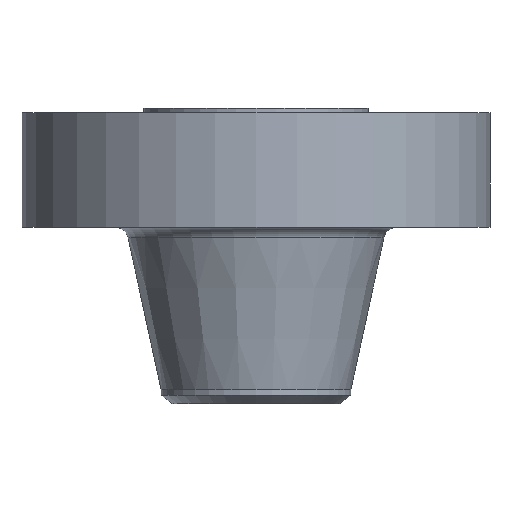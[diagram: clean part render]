
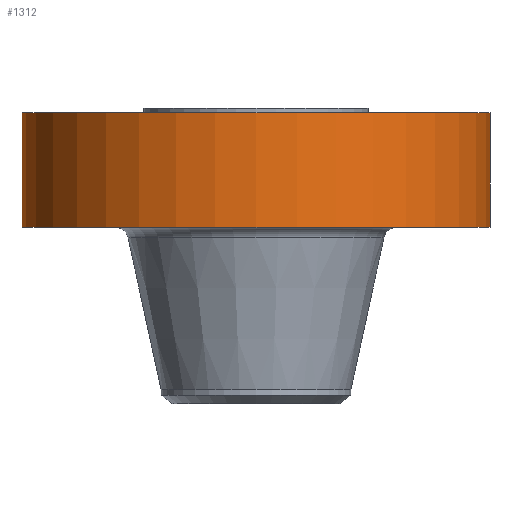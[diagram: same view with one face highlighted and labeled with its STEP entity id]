
A CAD part, front view. The second image highlights one B-rep face of the part: STEP entity #1312.
In plain terms, the highlighted cylindrical face has radius 336.55 mm (diameter 673.1 mm), a partial arc.
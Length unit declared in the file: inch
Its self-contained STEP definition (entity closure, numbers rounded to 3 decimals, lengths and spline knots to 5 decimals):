
#50 = EDGE_LOOP ( 'NONE', ( #1412, #144, #389, #999 ) ) ;
#74 = VERTEX_POINT ( 'NONE', #1187 ) ;
#144 = ORIENTED_EDGE ( 'NONE', *, *, #1042, .T. ) ;
#264 = LINE ( 'NONE', #1349, #1226 ) ;
#292 = VERTEX_POINT ( 'NONE', #401 ) ;
#295 = CARTESIAN_POINT ( 'NONE',  ( 0., 0., 0. ) ) ;
#388 = FACE_OUTER_BOUND ( 'NONE', #50, .T. ) ;
#389 = ORIENTED_EDGE ( 'NONE', *, *, #844, .T. ) ;
#401 = CARTESIAN_POINT ( 'NONE',  ( -13.25, 0., -6.75 ) ) ;
#501 = DIRECTION ( 'NONE',  ( 0., 0., 1. ) ) ;
#505 = AXIS2_PLACEMENT_3D ( 'NONE', #1060, #747, #961 ) ;
#507 = CYLINDRICAL_SURFACE ( 'NONE', #1347, 13.25 ) ;
#687 = DIRECTION ( 'NONE',  ( 0., 0., 1. ) ) ;
#715 = AXIS2_PLACEMENT_3D ( 'NONE', #897, #687, #762 ) ;
#716 = DIRECTION ( 'NONE',  ( 0., 0., 1. ) ) ;
#741 = CARTESIAN_POINT ( 'NONE',  ( 13.25, 0., 0. ) ) ;
#747 = DIRECTION ( 'NONE',  ( 0., 0., 1. ) ) ;
#748 = VERTEX_POINT ( 'NONE', #1037 ) ;
#762 = DIRECTION ( 'NONE',  ( 1., 0., 0. ) ) ;
#844 = EDGE_CURVE ( 'NONE', #74, #748, #1071, .T. ) ;
#865 = CARTESIAN_POINT ( 'NONE',  ( -13.25, 0., -0.25 ) ) ;
#872 = VERTEX_POINT ( 'NONE', #865 ) ;
#897 = CARTESIAN_POINT ( 'NONE',  ( 0., 0., -6.75 ) ) ;
#961 = DIRECTION ( 'NONE',  ( 1., 0., 0. ) ) ;
#999 = ORIENTED_EDGE ( 'NONE', *, *, #1291, .F. ) ;
#1037 = CARTESIAN_POINT ( 'NONE',  ( 13.25, 0., -0.25 ) ) ;
#1042 = EDGE_CURVE ( 'NONE', #292, #74, #1171, .T. ) ;
#1060 = CARTESIAN_POINT ( 'NONE',  ( 0., 0., -0.25 ) ) ;
#1071 = LINE ( 'NONE', #741, #1293 ) ;
#1132 = CIRCLE ( 'NONE', #505, 13.25 ) ;
#1171 = CIRCLE ( 'NONE', #715, 13.25 ) ;
#1175 = DIRECTION ( 'NONE',  ( 0., 0., 1. ) ) ;
#1187 = CARTESIAN_POINT ( 'NONE',  ( 13.25, 0., -6.75 ) ) ;
#1226 = VECTOR ( 'NONE', #716, 39.37008 ) ;
#1252 = EDGE_CURVE ( 'NONE', #292, #872, #264, .T. ) ;
#1286 = DIRECTION ( 'NONE',  ( 1., 0., 0. ) ) ;
#1291 = EDGE_CURVE ( 'NONE', #872, #748, #1132, .T. ) ;
#1293 = VECTOR ( 'NONE', #1175, 39.37008 ) ;
#1312 = ADVANCED_FACE ( 'NONE', ( #388 ), #507, .T. ) ;
#1347 = AXIS2_PLACEMENT_3D ( 'NONE', #295, #501, #1286 ) ;
#1349 = CARTESIAN_POINT ( 'NONE',  ( -13.25, 0., 0. ) ) ;
#1412 = ORIENTED_EDGE ( 'NONE', *, *, #1252, .F. ) ;
